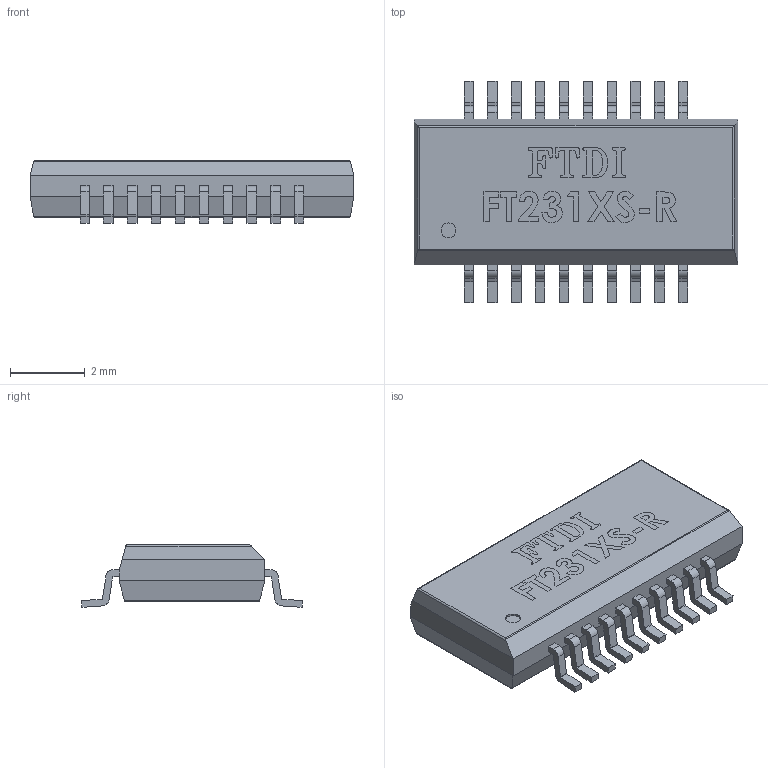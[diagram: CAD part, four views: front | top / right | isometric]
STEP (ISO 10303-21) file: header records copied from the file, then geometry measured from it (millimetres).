
FILE_DESCRIPTION (( 'STEP AP214' ), '1' );
FILE_NAME ('F94202FB-5DBD-4D36-9347-8A571BFB9A3A.STEP', '2022-07-31T16:05:36', ( '' ), ( '' ), 'SwSTEP 2.0', 'SolidWorks 2022', '' );
FILE_SCHEMA (( 'AUTOMOTIVE_DESIGN' ));
Length unit declared in the file: millimetre
Products named in the file (1): F94202FB-5DBD-4D36-9347-8A571BFB9A3A
Bounding box: 8.66 x 5.91 x 1.67 mm (x, y, z)
Volume: 50.6 mm3; surface area: 134.9 mm2
Topology: 34 solids, 34 shells, 868 faces, 2346 edges, 1562 vertices
Faces by surface type: plane 592, bspline 186, cylinder 90
Entity records: 39363 total; most frequent: CARTESIAN_POINT 11785, ORIENTED_EDGE 4692, DIRECTION 3490, EDGE_CURVE 2346, LINE 1796, VECTOR 1796, VERTEX_POINT 1562, EDGE_LOOP 888
